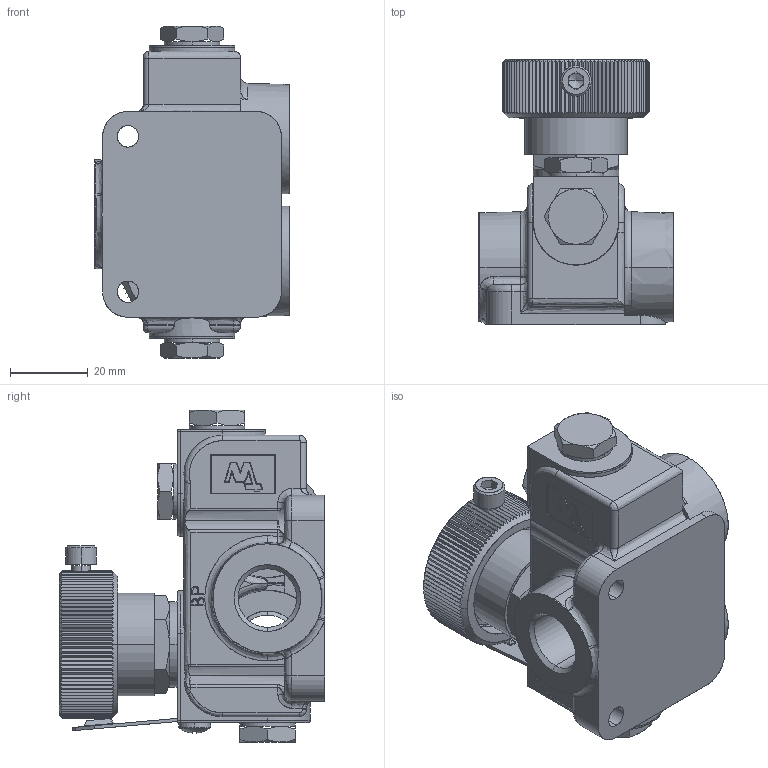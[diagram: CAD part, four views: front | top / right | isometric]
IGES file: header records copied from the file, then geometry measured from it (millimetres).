
Start section: SolidWorks IGES file using analytic representation for surfaces
Global section: file name: TSK5453.IGS; native system: SolidWorks 2011; preprocessor: SolidWorks 2011; author: pma; date: 130920.083210; units: millimetre
Bounding box: 50 x 68.35 x 85.5 mm (x, y, z)
Surface area: 27848.4 mm2 (no closed solid volume)
Topology: 0 solids, 0 shells, 682 faces, 7558 edges, 7551 vertices
Faces by surface type: bspline 473, revolution 209
